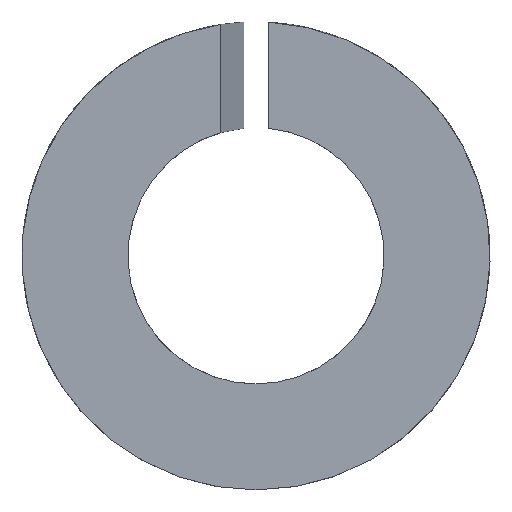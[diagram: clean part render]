
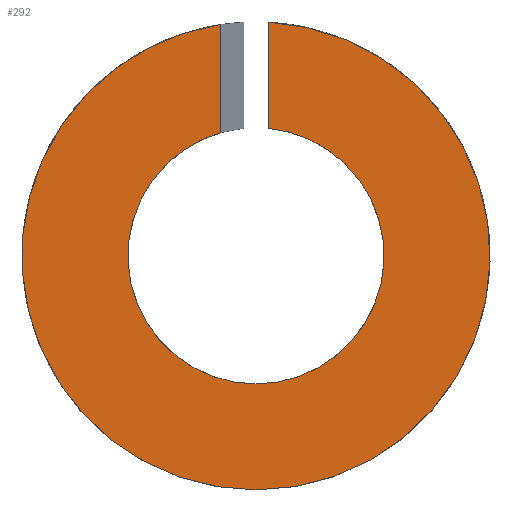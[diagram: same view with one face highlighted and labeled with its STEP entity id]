
A CAD part, front view. The second image highlights one B-rep face of the part: STEP entity #292.
In plain terms, the highlighted planar face has unit normal (0, -1, 0).
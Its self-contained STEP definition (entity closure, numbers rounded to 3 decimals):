
#1 = CARTESIAN_POINT ( 'NONE',  ( -1.109, -1., 7.316 ) ) ;
#3 = EDGE_CURVE ( 'NONE', #109, #251, #131, .T. ) ;
#7 = ORIENTED_EDGE ( 'NONE', *, *, #99, .T. ) ;
#13 = ORIENTED_EDGE ( 'NONE', *, *, #3, .F. ) ;
#22 = CARTESIAN_POINT ( 'NONE',  ( 0., -1., 0. ) ) ;
#29 = CARTESIAN_POINT ( 'NONE',  ( 0., -1., -7.4 ) ) ;
#32 = CARTESIAN_POINT ( 'NONE',  ( 0., -1., 0. ) ) ;
#36 = FACE_OUTER_BOUND ( 'NONE', #302, .T. ) ;
#46 = EDGE_CURVE ( 'NONE', #188, #171, #245, .T. ) ;
#52 = VECTOR ( 'NONE', #293, 1000. ) ;
#53 = CARTESIAN_POINT ( 'NONE',  ( 0.381, -1., 4.032 ) ) ;
#55 = DIRECTION ( 'NONE',  ( 0., 0., 1. ) ) ;
#58 = DIRECTION ( 'NONE',  ( 0., 0., 1. ) ) ;
#67 = EDGE_CURVE ( 'NONE', #251, #139, #77, .T. ) ;
#70 = CIRCLE ( 'NONE', #228, 7.4 ) ;
#77 = LINE ( 'NONE', #186, #52 ) ;
#78 = CARTESIAN_POINT ( 'NONE',  ( 0., -1., 0. ) ) ;
#97 = AXIS2_PLACEMENT_3D ( 'NONE', #32, #108, #227 ) ;
#99 = EDGE_CURVE ( 'NONE', #243, #139, #239, .T. ) ;
#101 = DIRECTION ( 'NONE',  ( 0., 0., 1. ) ) ;
#108 = DIRECTION ( 'NONE',  ( 0., 1., 0. ) ) ;
#109 = VERTEX_POINT ( 'NONE', #29 ) ;
#113 = CARTESIAN_POINT ( 'NONE',  ( 0., -1., 0. ) ) ;
#117 = EDGE_CURVE ( 'NONE', #171, #109, #70, .T. ) ;
#119 = DIRECTION ( 'NONE',  ( 0., 0., 1. ) ) ;
#127 = EDGE_CURVE ( 'NONE', #188, #243, #214, .T. ) ;
#128 = PLANE ( 'NONE',  #179 ) ;
#131 = CIRCLE ( 'NONE', #304, 7.4 ) ;
#139 = VERTEX_POINT ( 'NONE', #164 ) ;
#145 = CARTESIAN_POINT ( 'NONE',  ( 0.381, -1., 0. ) ) ;
#159 = AXIS2_PLACEMENT_3D ( 'NONE', #78, #181, #58 ) ;
#162 = ORIENTED_EDGE ( 'NONE', *, *, #67, .F. ) ;
#164 = CARTESIAN_POINT ( 'NONE',  ( -1.109, -1., 3.895 ) ) ;
#171 = VERTEX_POINT ( 'NONE', #185 ) ;
#179 = AXIS2_PLACEMENT_3D ( 'NONE', #277, #182, #101 ) ;
#181 = DIRECTION ( 'NONE',  ( 0., 1., 0. ) ) ;
#182 = DIRECTION ( 'NONE',  ( 0., 1., 0. ) ) ;
#185 = CARTESIAN_POINT ( 'NONE',  ( 0.381, -1., 7.39 ) ) ;
#186 = CARTESIAN_POINT ( 'NONE',  ( -1.109, -1., 7.4 ) ) ;
#188 = VERTEX_POINT ( 'NONE', #53 ) ;
#211 = DIRECTION ( 'NONE',  ( 0., 0., 1. ) ) ;
#214 = CIRCLE ( 'NONE', #159, 4.05 ) ;
#227 = DIRECTION ( 'NONE',  ( 0., 0., 1. ) ) ;
#228 = AXIS2_PLACEMENT_3D ( 'NONE', #22, #230, #55 ) ;
#230 = DIRECTION ( 'NONE',  ( 0., 1., 0. ) ) ;
#233 = ORIENTED_EDGE ( 'NONE', *, *, #117, .F. ) ;
#238 = ORIENTED_EDGE ( 'NONE', *, *, #46, .F. ) ;
#239 = CIRCLE ( 'NONE', #97, 4.05 ) ;
#242 = CARTESIAN_POINT ( 'NONE',  ( 0., -1., -4.05 ) ) ;
#243 = VERTEX_POINT ( 'NONE', #242 ) ;
#245 = LINE ( 'NONE', #145, #291 ) ;
#251 = VERTEX_POINT ( 'NONE', #1 ) ;
#267 = DIRECTION ( 'NONE',  ( 0., 1., 0. ) ) ;
#277 = CARTESIAN_POINT ( 'NONE',  ( 0., -1., 0. ) ) ;
#291 = VECTOR ( 'NONE', #119, 1000. ) ;
#292 = ADVANCED_FACE ( 'NONE', ( #36 ), #128, .F. ) ;
#293 = DIRECTION ( 'NONE',  ( 0., 0., -1. ) ) ;
#302 = EDGE_LOOP ( 'NONE', ( #238, #303, #7, #162, #13, #233 ) ) ;
#303 = ORIENTED_EDGE ( 'NONE', *, *, #127, .T. ) ;
#304 = AXIS2_PLACEMENT_3D ( 'NONE', #113, #267, #211 ) ;
